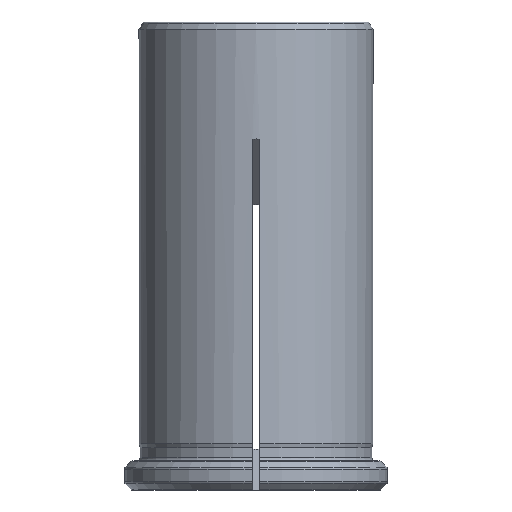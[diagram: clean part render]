
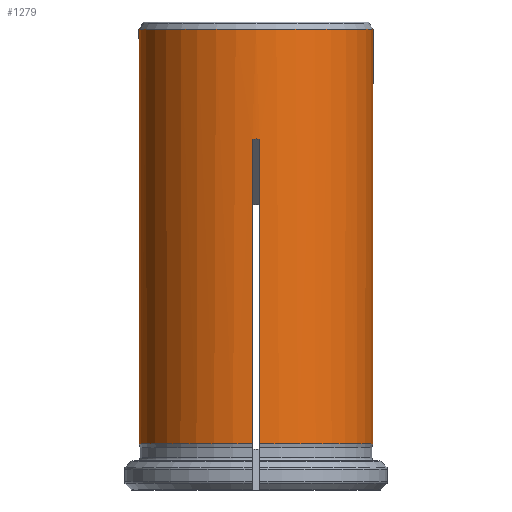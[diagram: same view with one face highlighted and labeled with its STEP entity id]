
A CAD part, front view. The second image highlights one B-rep face of the part: STEP entity #1279.
In plain terms, the highlighted cylindrical face has radius 16 mm (diameter 32 mm), a full revolution.
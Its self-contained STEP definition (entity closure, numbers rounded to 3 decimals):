
#151=CIRCLE('',#1379,16.);
#152=CIRCLE('',#1380,16.);
#153=CIRCLE('',#1382,16.);
#154=CIRCLE('',#1384,16.);
#155=CIRCLE('',#1386,16.);
#210=ELLIPSE('',#1381,22.627,16.);
#211=ELLIPSE('',#1383,22.627,16.);
#212=ELLIPSE('',#1385,22.627,16.);
#213=ELLIPSE('',#1387,22.627,16.);
#249=ORIENTED_EDGE('',*,*,#653,.F.);
#250=ORIENTED_EDGE('',*,*,#654,.F.);
#251=ORIENTED_EDGE('',*,*,#655,.T.);
#252=ORIENTED_EDGE('',*,*,#656,.T.);
#253=ORIENTED_EDGE('',*,*,#657,.F.);
#254=ORIENTED_EDGE('',*,*,#658,.F.);
#255=ORIENTED_EDGE('',*,*,#659,.T.);
#256=ORIENTED_EDGE('',*,*,#660,.T.);
#257=ORIENTED_EDGE('',*,*,#661,.F.);
#258=ORIENTED_EDGE('',*,*,#662,.F.);
#259=ORIENTED_EDGE('',*,*,#663,.T.);
#260=ORIENTED_EDGE('',*,*,#664,.T.);
#261=ORIENTED_EDGE('',*,*,#665,.F.);
#262=ORIENTED_EDGE('',*,*,#666,.F.);
#263=ORIENTED_EDGE('',*,*,#667,.T.);
#264=ORIENTED_EDGE('',*,*,#668,.T.);
#265=ORIENTED_EDGE('',*,*,#669,.F.);
#653=EDGE_CURVE('',#855,#855,#151,.F.);
#654=EDGE_CURVE('',#856,#857,#152,.F.);
#655=EDGE_CURVE('',#856,#858,#978,.T.);
#656=EDGE_CURVE('',#858,#859,#210,.F.);
#657=EDGE_CURVE('',#860,#859,#979,.T.);
#658=EDGE_CURVE('',#861,#860,#153,.F.);
#659=EDGE_CURVE('',#861,#862,#980,.T.);
#660=EDGE_CURVE('',#862,#863,#211,.F.);
#661=EDGE_CURVE('',#864,#863,#981,.T.);
#662=EDGE_CURVE('',#865,#864,#154,.F.);
#663=EDGE_CURVE('',#865,#866,#982,.T.);
#664=EDGE_CURVE('',#866,#867,#212,.F.);
#665=EDGE_CURVE('',#868,#867,#983,.T.);
#666=EDGE_CURVE('',#869,#868,#155,.F.);
#667=EDGE_CURVE('',#869,#870,#984,.T.);
#668=EDGE_CURVE('',#870,#871,#213,.F.);
#669=EDGE_CURVE('',#857,#871,#985,.T.);
#855=VERTEX_POINT('',#1929);
#856=VERTEX_POINT('',#1931);
#857=VERTEX_POINT('',#1932);
#858=VERTEX_POINT('',#1934);
#859=VERTEX_POINT('',#1936);
#860=VERTEX_POINT('',#1938);
#861=VERTEX_POINT('',#1940);
#862=VERTEX_POINT('',#1942);
#863=VERTEX_POINT('',#1944);
#864=VERTEX_POINT('',#1946);
#865=VERTEX_POINT('',#1948);
#866=VERTEX_POINT('',#1950);
#867=VERTEX_POINT('',#1952);
#868=VERTEX_POINT('',#1954);
#869=VERTEX_POINT('',#1956);
#870=VERTEX_POINT('',#1958);
#871=VERTEX_POINT('',#1960);
#978=LINE('',#1933,#1046);
#979=LINE('',#1937,#1047);
#980=LINE('',#1941,#1048);
#981=LINE('',#1945,#1049);
#982=LINE('',#1949,#1050);
#983=LINE('',#1953,#1051);
#984=LINE('',#1957,#1052);
#985=LINE('',#1961,#1053);
#1046=VECTOR('',#1564,1000.);
#1047=VECTOR('',#1567,1000.);
#1048=VECTOR('',#1570,1000.);
#1049=VECTOR('',#1573,1000.);
#1050=VECTOR('',#1576,1000.);
#1051=VECTOR('',#1579,1000.);
#1052=VECTOR('',#1582,1000.);
#1053=VECTOR('',#1585,1000.);
#1102=EDGE_LOOP('',(#249));
#1103=EDGE_LOOP('',(#250,#251,#252,#253,#254,#255,#256,#257,#258,#259,#260,
#261,#262,#263,#264,#265));
#1188=FACE_BOUND('',#1102,.T.);
#1189=FACE_BOUND('',#1103,.T.);
#1267=CYLINDRICAL_SURFACE('',#1378,16.);
#1279=ADVANCED_FACE('',(#1188,#1189),#1267,.T.);
#1378=AXIS2_PLACEMENT_3D('',#1927,#1558,#1559);
#1379=AXIS2_PLACEMENT_3D('',#1928,#1560,#1561);
#1380=AXIS2_PLACEMENT_3D('',#1930,#1562,#1563);
#1381=AXIS2_PLACEMENT_3D('',#1935,#1565,#1566);
#1382=AXIS2_PLACEMENT_3D('',#1939,#1568,#1569);
#1383=AXIS2_PLACEMENT_3D('',#1943,#1571,#1572);
#1384=AXIS2_PLACEMENT_3D('',#1947,#1574,#1575);
#1385=AXIS2_PLACEMENT_3D('',#1951,#1577,#1578);
#1386=AXIS2_PLACEMENT_3D('',#1955,#1580,#1581);
#1387=AXIS2_PLACEMENT_3D('',#1959,#1583,#1584);
#1558=DIRECTION('',(0.,0.,1.));
#1559=DIRECTION('',(1.,0.,0.));
#1560=DIRECTION('',(0.,0.,-1.));
#1561=DIRECTION('',(-1.,0.,0.));
#1562=DIRECTION('',(0.,0.,1.));
#1563=DIRECTION('',(1.,0.,0.));
#1564=DIRECTION('',(0.,0.,1.));
#1565=DIRECTION('',(0.,-0.707,-0.707));
#1566=DIRECTION('',(0.,-0.707,0.707));
#1567=DIRECTION('',(0.,0.,1.));
#1568=DIRECTION('',(0.,0.,1.));
#1569=DIRECTION('',(1.,0.,0.));
#1570=DIRECTION('',(0.,0.,1.));
#1571=DIRECTION('',(0.707,0.,-0.707));
#1572=DIRECTION('',(0.707,0.,0.707));
#1573=DIRECTION('',(0.,0.,1.));
#1574=DIRECTION('',(0.,0.,1.));
#1575=DIRECTION('',(1.,0.,0.));
#1576=DIRECTION('',(0.,0.,1.));
#1577=DIRECTION('',(0.,0.707,-0.707));
#1578=DIRECTION('',(0.,0.707,0.707));
#1579=DIRECTION('',(0.,0.,1.));
#1580=DIRECTION('',(0.,0.,1.));
#1581=DIRECTION('',(1.,0.,0.));
#1582=DIRECTION('',(0.,0.,1.));
#1583=DIRECTION('',(-0.707,0.,-0.707));
#1584=DIRECTION('',(-0.707,0.,0.707));
#1585=DIRECTION('',(0.,0.,1.));
#1927=CARTESIAN_POINT('',(0.,0.,60.));
#1928=CARTESIAN_POINT('',(0.,0.,58.986));
#1929=CARTESIAN_POINT('',(-16.,0.,58.986));
#1930=CARTESIAN_POINT('',(0.,0.,2.313));
#1931=CARTESIAN_POINT('',(-0.5,-15.992,2.313));
#1932=CARTESIAN_POINT('',(-15.992,-0.5,2.313));
#1933=CARTESIAN_POINT('',(-0.5,-15.992,60.));
#1934=CARTESIAN_POINT('',(-0.5,-15.992,43.992));
#1935=CARTESIAN_POINT('',(0.,0.,28.));
#1936=CARTESIAN_POINT('',(0.5,-15.992,43.992));
#1937=CARTESIAN_POINT('',(0.5,-15.992,60.));
#1938=CARTESIAN_POINT('',(0.5,-15.992,2.313));
#1939=CARTESIAN_POINT('',(0.,0.,2.313));
#1940=CARTESIAN_POINT('',(15.992,-0.5,2.313));
#1941=CARTESIAN_POINT('',(15.992,-0.5,60.));
#1942=CARTESIAN_POINT('',(15.992,-0.5,43.992));
#1943=CARTESIAN_POINT('',(0.,0.,28.));
#1944=CARTESIAN_POINT('',(15.992,0.5,43.992));
#1945=CARTESIAN_POINT('',(15.992,0.5,60.));
#1946=CARTESIAN_POINT('',(15.992,0.5,2.313));
#1947=CARTESIAN_POINT('',(0.,0.,2.313));
#1948=CARTESIAN_POINT('',(0.5,15.992,2.313));
#1949=CARTESIAN_POINT('',(0.5,15.992,60.));
#1950=CARTESIAN_POINT('',(0.5,15.992,43.992));
#1951=CARTESIAN_POINT('',(0.,0.,28.));
#1952=CARTESIAN_POINT('',(-0.5,15.992,43.992));
#1953=CARTESIAN_POINT('',(-0.5,15.992,60.));
#1954=CARTESIAN_POINT('',(-0.5,15.992,2.313));
#1955=CARTESIAN_POINT('',(0.,0.,2.313));
#1956=CARTESIAN_POINT('',(-15.992,0.5,2.313));
#1957=CARTESIAN_POINT('',(-15.992,0.5,60.));
#1958=CARTESIAN_POINT('',(-15.992,0.5,43.992));
#1959=CARTESIAN_POINT('',(0.,0.,28.));
#1960=CARTESIAN_POINT('',(-15.992,-0.5,43.992));
#1961=CARTESIAN_POINT('',(-15.992,-0.5,60.));
